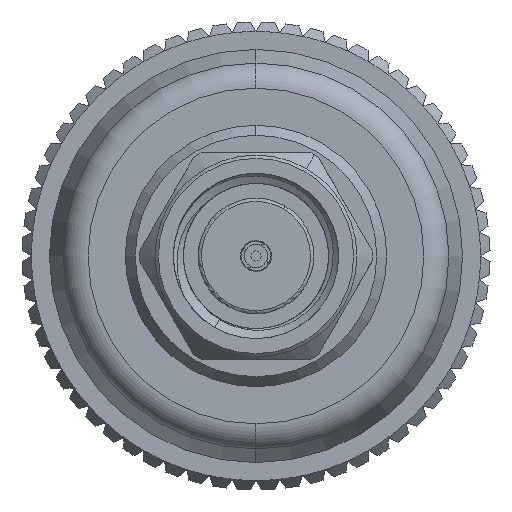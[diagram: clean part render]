
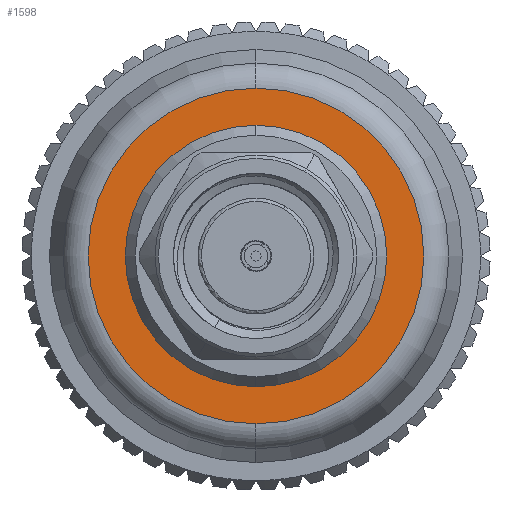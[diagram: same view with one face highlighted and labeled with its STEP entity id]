
A CAD part, left-side view. The second image highlights one B-rep face of the part: STEP entity #1598.
In plain terms, the highlighted planar face has unit normal (-1, 0, 0).
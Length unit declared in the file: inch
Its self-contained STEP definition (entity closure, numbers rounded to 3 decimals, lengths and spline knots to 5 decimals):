
#28 = AXIS2_PLACEMENT_3D ( 'NONE', #17509, #4532, #14613 ) ;
#853 = EDGE_CURVE ( 'NONE', #4754, #2251, #3586, .T. ) ;
#906 = DIRECTION ( 'NONE',  ( 1., 0., 0. ) ) ;
#1598 = ADVANCED_FACE ( 'NONE', ( #8966, #17321 ), #7455, .T. ) ;
#2009 = ORIENTED_EDGE ( 'NONE', *, *, #11327, .T. ) ;
#2251 = VERTEX_POINT ( 'NONE', #20510 ) ;
#3538 = CIRCLE ( 'NONE', #10721, 0.19792 ) ;
#3586 = CIRCLE ( 'NONE', #14538, 0.25411 ) ;
#4532 = DIRECTION ( 'NONE',  ( 1., 0., 0. ) ) ;
#4579 = DIRECTION ( 'NONE',  ( 1., 0., 0. ) ) ;
#4715 = CIRCLE ( 'NONE', #13978, 0.25411 ) ;
#4754 = VERTEX_POINT ( 'NONE', #13478 ) ;
#5240 = EDGE_LOOP ( 'NONE', ( #15191, #19380 ) ) ;
#5337 = CARTESIAN_POINT ( 'NONE',  ( 0.53561, 0., -0.19792 ) ) ;
#6063 = CARTESIAN_POINT ( 'NONE',  ( 0.53561, 0., 0. ) ) ;
#6784 = EDGE_CURVE ( 'NONE', #2251, #4754, #4715, .T. ) ;
#7032 = AXIS2_PLACEMENT_3D ( 'NONE', #7256, #14024, #13808 ) ;
#7256 = CARTESIAN_POINT ( 'NONE',  ( 0.53561, 0.19792, 0. ) ) ;
#7455 = PLANE ( 'NONE',  #7032 ) ;
#8617 = CARTESIAN_POINT ( 'NONE',  ( 0.53561, 0., 0. ) ) ;
#8966 = FACE_BOUND ( 'NONE', #18656, .T. ) ;
#9482 = EDGE_CURVE ( 'NONE', #20435, #16289, #13742, .T. ) ;
#10319 = ORIENTED_EDGE ( 'NONE', *, *, #9482, .T. ) ;
#10721 = AXIS2_PLACEMENT_3D ( 'NONE', #8617, #906, #13881 ) ;
#11223 = DIRECTION ( 'NONE',  ( 0., 0., -1. ) ) ;
#11327 = EDGE_CURVE ( 'NONE', #16289, #20435, #3538, .T. ) ;
#12303 = DIRECTION ( 'NONE',  ( 0., 0., -1. ) ) ;
#13478 = CARTESIAN_POINT ( 'NONE',  ( 0.53561, 0., -0.25411 ) ) ;
#13742 = CIRCLE ( 'NONE', #28, 0.19792 ) ;
#13808 = DIRECTION ( 'NONE',  ( 0., 0., 1. ) ) ;
#13881 = DIRECTION ( 'NONE',  ( 0., 0., -1. ) ) ;
#13978 = AXIS2_PLACEMENT_3D ( 'NONE', #19195, #4579, #11223 ) ;
#14024 = DIRECTION ( 'NONE',  ( -1., 0., 0. ) ) ;
#14118 = DIRECTION ( 'NONE',  ( 1., 0., 0. ) ) ;
#14538 = AXIS2_PLACEMENT_3D ( 'NONE', #6063, #14118, #12303 ) ;
#14613 = DIRECTION ( 'NONE',  ( 0., 0., -1. ) ) ;
#15191 = ORIENTED_EDGE ( 'NONE', *, *, #853, .F. ) ;
#16289 = VERTEX_POINT ( 'NONE', #5337 ) ;
#17321 = FACE_OUTER_BOUND ( 'NONE', #5240, .T. ) ;
#17509 = CARTESIAN_POINT ( 'NONE',  ( 0.53561, 0., 0. ) ) ;
#18656 = EDGE_LOOP ( 'NONE', ( #2009, #10319 ) ) ;
#19195 = CARTESIAN_POINT ( 'NONE',  ( 0.53561, 0., 0. ) ) ;
#19380 = ORIENTED_EDGE ( 'NONE', *, *, #6784, .F. ) ;
#19999 = CARTESIAN_POINT ( 'NONE',  ( 0.53561, 0., 0.19792 ) ) ;
#20435 = VERTEX_POINT ( 'NONE', #19999 ) ;
#20510 = CARTESIAN_POINT ( 'NONE',  ( 0.53561, 0., 0.25411 ) ) ;
